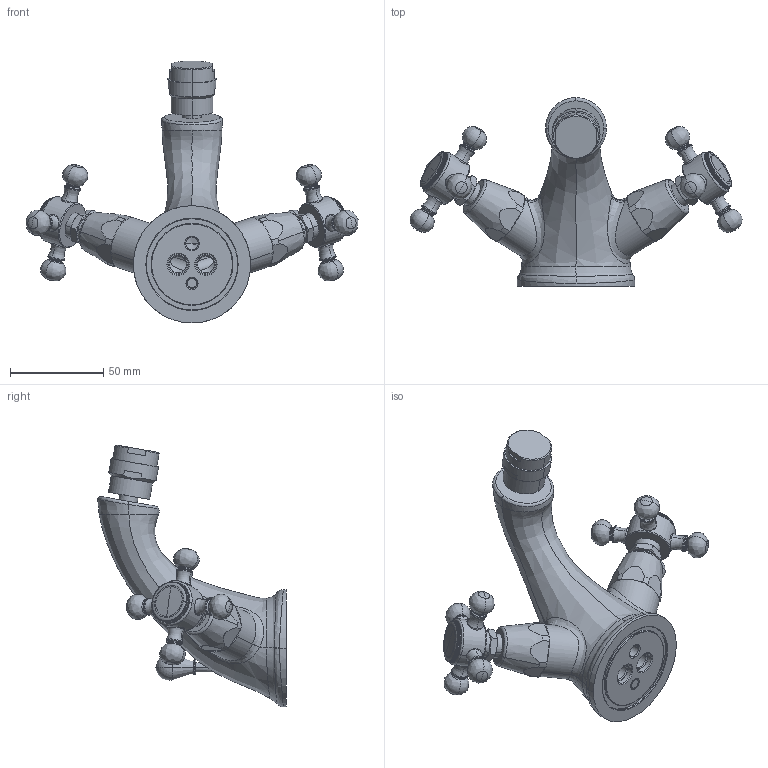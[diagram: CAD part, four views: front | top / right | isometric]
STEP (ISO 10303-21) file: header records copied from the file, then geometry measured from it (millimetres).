
FILE_DESCRIPTION((''),'2;1');
FILE_NAME('VLV125CR','2021-11-11T08:43:57',('ut3'),('PAFFONI SpA'),'CREO PARAMETRIC BY PTC INC, 2020044','CREO PARAMETRIC BY PTC INC, 2020044','');
FILE_SCHEMA(('CONFIG_CONTROL_DESIGN','SHAPE_APPEARANCE_LAYERS_GROUPS'));
Products named in the file (1): VLV125CR
Bounding box: 178.39 x 101.25 x 140.75 mm (x, y, z)
Volume: 160115.5 mm3; surface area: 61050.5 mm2
Topology: 2 solids, 2 shells, 1074 faces, 2876 edges, 1823 vertices
Faces by surface type: plane 512, cylinder 341, torus 92, cone 60, bspline 47, sphere 22
Entity records: 50477 total; most frequent: CARTESIAN_POINT 15822, ORIENTED_EDGE 5696, DIRECTION 5257, EDGE_CURVE 2848, AXIS2_PLACEMENT_3D 2007, VERTEX_POINT 1823, FILL_AREA_STYLE_COLOUR 1273, FILL_AREA_STYLE 1273
